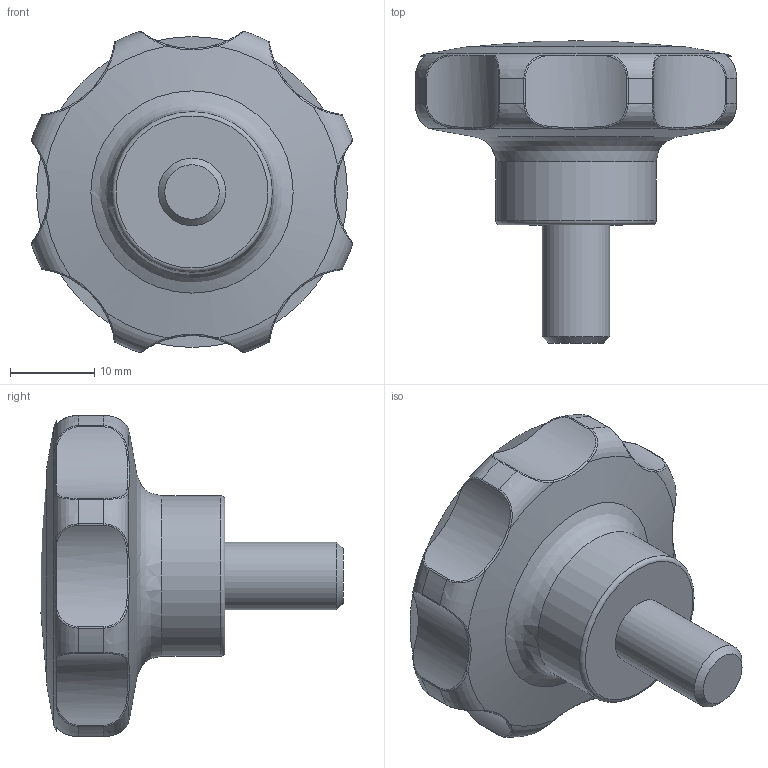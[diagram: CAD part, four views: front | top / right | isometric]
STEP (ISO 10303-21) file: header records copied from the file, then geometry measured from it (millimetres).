
FILE_DESCRIPTION((''),'2;1');
FILE_NAME('620006.ipt.stp','2010-09-05T12:22:51',(''),(''),'Autodesk Inventor 2010','Autodesk Inventor 2010','');
FILE_SCHEMA(('AUTOMOTIVE_DESIGN { 1 0 10303 214 1 1 1 1 }'));
Length unit declared in the file: millimetre
Products named in the file (1): 620006
Bounding box: 38.07 x 35.81 x 38.07 mm (x, y, z)
Volume: 14386.7 mm3; surface area: 7146.7 mm2
Topology: 3 solids, 3 shells, 133 faces, 307 edges, 185 vertices
Faces by surface type: bspline 41, cylinder 41, plane 30, torus 10, cone 10, sphere 1
Full cylindrical faces by diameter (mm): 7.323 x1, 8 x2, 11.4 x1, 19 x1, 23 x2, 26 x2
Entity records: 5119 total; most frequent: CARTESIAN_POINT 2288, ORIENTED_EDGE 572, DIRECTION 480, EDGE_CURVE 286, AXIS2_PLACEMENT_3D 209, VERTEX_POINT 180, EDGE_LOOP 156, STYLED_ITEM 136
